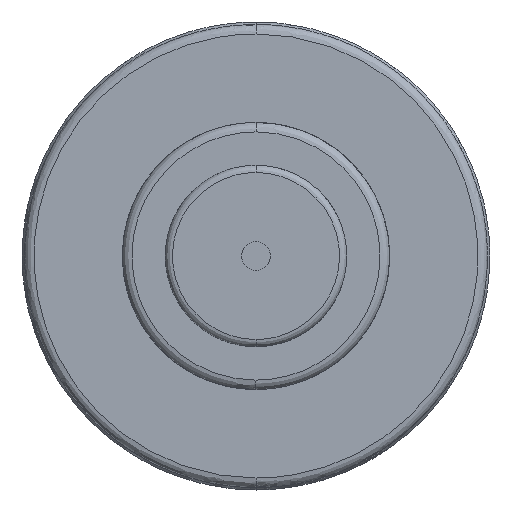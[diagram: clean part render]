
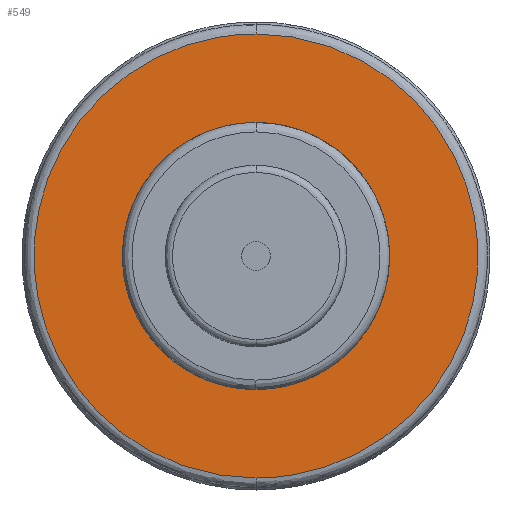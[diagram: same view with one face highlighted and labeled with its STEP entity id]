
A CAD part, front view. The second image highlights one B-rep face of the part: STEP entity #549.
In plain terms, the highlighted free-form (B-spline) face has degree [1, 1] with [2, 2] control points.
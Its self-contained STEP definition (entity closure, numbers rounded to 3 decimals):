
#516 = VERTEX_POINT('',#517);
#517 = CARTESIAN_POINT('',(45.829,108.998,0.));
#525 = VERTEX_POINT('',#526);
#526 = CARTESIAN_POINT('',(-45.829,108.998,0.));
#531 = EDGE_CURVE('',#525,#516,#532,.T.);
#532 = ( BOUNDED_CURVE() B_SPLINE_CURVE(2,(#533,#534,#535,#536,#537),
.UNSPECIFIED.,.F.,.F.) B_SPLINE_CURVE_WITH_KNOTS((3,2,3),(0.,
1.571,3.142),.PIECEWISE_BEZIER_KNOTS.) CURVE() 
GEOMETRIC_REPRESENTATION_ITEM() RATIONAL_B_SPLINE_CURVE((1.,
0.707,1.,0.707,1.)) REPRESENTATION_ITEM('') );
#533 = CARTESIAN_POINT('',(-45.829,108.998,0.));
#534 = CARTESIAN_POINT('',(-45.829,108.998,
    -45.829));
#535 = CARTESIAN_POINT('',(0.,108.998,
    -45.829));
#536 = CARTESIAN_POINT('',(45.829,108.998,
    -45.829));
#537 = CARTESIAN_POINT('',(45.829,108.998,
    0.));
#549 = ADVANCED_FACE('',(#550,#572),#583,.T.);
#550 = FACE_BOUND('',#551,.F.);
#551 = EDGE_LOOP('',(#552,#564));
#552 = ORIENTED_EDGE('',*,*,#553,.T.);
#553 = EDGE_CURVE('',#554,#556,#558,.T.);
#554 = VERTEX_POINT('',#555);
#555 = CARTESIAN_POINT('',(0.,108.998,-115.256));
#556 = VERTEX_POINT('',#557);
#557 = CARTESIAN_POINT('',(0.,108.998,
    115.256));
#558 = ( BOUNDED_CURVE() B_SPLINE_CURVE(2,(#559,#560,#561,#562,#563),
.UNSPECIFIED.,.F.,.F.) B_SPLINE_CURVE_WITH_KNOTS((3,2,3),(0.,
1.571,3.142),.PIECEWISE_BEZIER_KNOTS.) CURVE() 
GEOMETRIC_REPRESENTATION_ITEM() RATIONAL_B_SPLINE_CURVE((1.,
0.707,1.,0.707,1.)) REPRESENTATION_ITEM('') );
#559 = CARTESIAN_POINT('',(0.,108.998,-115.256));
#560 = CARTESIAN_POINT('',(-115.256,108.998,
    -115.256));
#561 = CARTESIAN_POINT('',(-115.256,108.998,
    0.));
#562 = CARTESIAN_POINT('',(-115.256,108.998,
    115.256));
#563 = CARTESIAN_POINT('',(0.,108.998,
    115.256));
#564 = ORIENTED_EDGE('',*,*,#565,.T.);
#565 = EDGE_CURVE('',#556,#554,#566,.T.);
#566 = ( BOUNDED_CURVE() B_SPLINE_CURVE(2,(#567,#568,#569,#570,#571),
.UNSPECIFIED.,.F.,.F.) B_SPLINE_CURVE_WITH_KNOTS((3,2,3),(0.,
1.571,3.142),.PIECEWISE_BEZIER_KNOTS.) CURVE() 
GEOMETRIC_REPRESENTATION_ITEM() RATIONAL_B_SPLINE_CURVE((1.,
0.707,1.,0.707,1.)) REPRESENTATION_ITEM('') );
#567 = CARTESIAN_POINT('',(0.,108.998,115.256));
#568 = CARTESIAN_POINT('',(115.256,108.998,
    115.256));
#569 = CARTESIAN_POINT('',(115.256,108.998,
    0.));
#570 = CARTESIAN_POINT('',(115.256,108.998,
    -115.256));
#571 = CARTESIAN_POINT('',(0.,108.998,
    -115.256));
#572 = FACE_BOUND('',#573,.F.);
#573 = EDGE_LOOP('',(#574,#575));
#574 = ORIENTED_EDGE('',*,*,#531,.T.);
#575 = ORIENTED_EDGE('',*,*,#576,.T.);
#576 = EDGE_CURVE('',#516,#525,#577,.T.);
#577 = ( BOUNDED_CURVE() B_SPLINE_CURVE(2,(#578,#579,#580,#581,#582),
.UNSPECIFIED.,.F.,.F.) B_SPLINE_CURVE_WITH_KNOTS((3,2,3),(0.,
1.571,3.142),.PIECEWISE_BEZIER_KNOTS.) CURVE() 
GEOMETRIC_REPRESENTATION_ITEM() RATIONAL_B_SPLINE_CURVE((1.,
0.707,1.,0.707,1.)) REPRESENTATION_ITEM('') );
#578 = CARTESIAN_POINT('',(45.829,108.998,0.));
#579 = CARTESIAN_POINT('',(45.829,108.998,
    45.829));
#580 = CARTESIAN_POINT('',(0.,108.998,
    45.829));
#581 = CARTESIAN_POINT('',(-45.829,108.998,
    45.829));
#582 = CARTESIAN_POINT('',(-45.829,108.998,
    0.));
#583 = B_SPLINE_SURFACE_WITH_KNOTS('',1,1,(
    (#584,#585)
    ,(#586,#587
    )),.UNSPECIFIED.,.F.,.F.,.F.,(2,2),(2,2),(-93.052,
    93.052),(-93.052,93.052),
  .PIECEWISE_BEZIER_KNOTS.);
#584 = CARTESIAN_POINT('',(115.256,108.998,
    -115.256));
#585 = CARTESIAN_POINT('',(-115.256,108.998,
    -115.256));
#586 = CARTESIAN_POINT('',(115.256,108.998,
    115.256));
#587 = CARTESIAN_POINT('',(-115.256,108.998,
    115.256));
